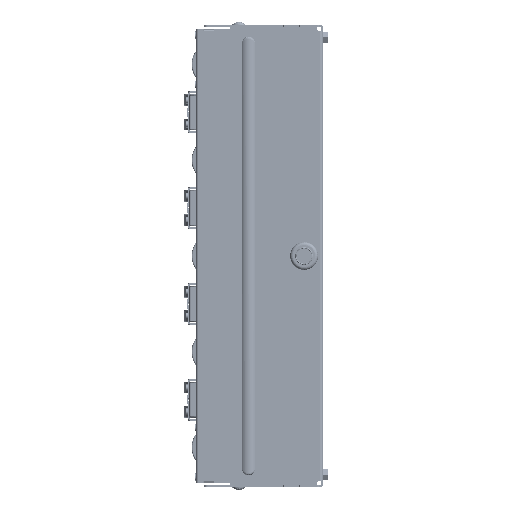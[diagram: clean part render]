
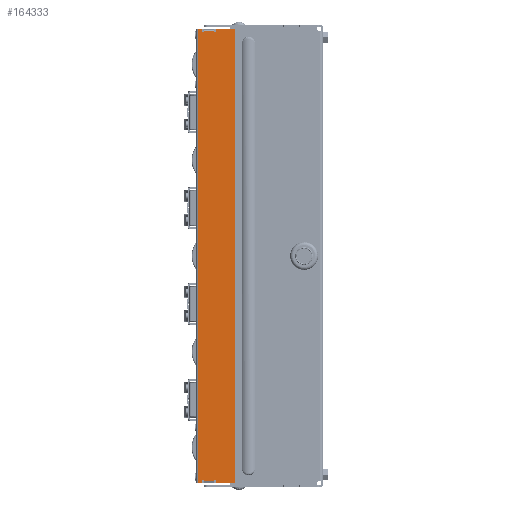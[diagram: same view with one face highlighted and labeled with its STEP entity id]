
A CAD part, left-side view. The second image highlights one B-rep face of the part: STEP entity #164333.
In plain terms, the highlighted planar face has unit normal (-1, 0, 0).
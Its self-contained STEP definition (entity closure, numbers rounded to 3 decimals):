
#14020=CIRCLE('',#180305,5.);
#14021=CIRCLE('',#180306,5.);
#23073=FACE_OUTER_BOUND('',#32539,.T.);
#32539=EDGE_LOOP('',(#130879,#130880,#130881,#130882,#130883,#130884,#130885,
#130886,#130887,#130888,#130889,#130890,#130891,#130892,#130893,#130894,
#130895,#130896,#130897,#130898,#130899,#130900));
#44185=LINE('',#271035,#56752);
#44187=LINE('',#271041,#56754);
#44192=LINE('',#271053,#56759);
#44193=LINE('',#271055,#56760);
#44194=LINE('',#271057,#56761);
#44195=LINE('',#271059,#56762);
#44196=LINE('',#271063,#56763);
#44197=LINE('',#271067,#56764);
#44198=LINE('',#271069,#56765);
#44199=LINE('',#271071,#56766);
#44200=LINE('',#271073,#56767);
#44201=LINE('',#271075,#56768);
#44202=LINE('',#271077,#56769);
#44203=LINE('',#271079,#56770);
#44204=LINE('',#271081,#56771);
#44205=LINE('',#271083,#56772);
#44206=LINE('',#271085,#56773);
#44207=LINE('',#271087,#56774);
#44208=LINE('',#271089,#56775);
#44209=LINE('',#271090,#56776);
#56752=VECTOR('',#220847,10.);
#56754=VECTOR('',#220853,10.);
#56759=VECTOR('',#220862,10.);
#56760=VECTOR('',#220863,10.);
#56761=VECTOR('',#220864,10.);
#56762=VECTOR('',#220865,10.);
#56763=VECTOR('',#220868,10.);
#56764=VECTOR('',#220871,10.);
#56765=VECTOR('',#220872,10.);
#56766=VECTOR('',#220873,10.);
#56767=VECTOR('',#220874,10.);
#56768=VECTOR('',#220875,10.);
#56769=VECTOR('',#220876,10.);
#56770=VECTOR('',#220877,10.);
#56771=VECTOR('',#220878,10.);
#56772=VECTOR('',#220879,10.);
#56773=VECTOR('',#220880,10.);
#56774=VECTOR('',#220881,10.);
#56775=VECTOR('',#220882,10.);
#56776=VECTOR('',#220883,10.);
#71423=VERTEX_POINT('',#271032);
#71424=VERTEX_POINT('',#271034);
#71426=VERTEX_POINT('',#271040);
#71431=VERTEX_POINT('',#271052);
#71432=VERTEX_POINT('',#271054);
#71433=VERTEX_POINT('',#271056);
#71434=VERTEX_POINT('',#271058);
#71435=VERTEX_POINT('',#271060);
#71436=VERTEX_POINT('',#271062);
#71437=VERTEX_POINT('',#271064);
#71438=VERTEX_POINT('',#271066);
#71439=VERTEX_POINT('',#271068);
#71440=VERTEX_POINT('',#271070);
#71441=VERTEX_POINT('',#271072);
#71442=VERTEX_POINT('',#271074);
#71443=VERTEX_POINT('',#271076);
#71444=VERTEX_POINT('',#271078);
#71445=VERTEX_POINT('',#271080);
#71446=VERTEX_POINT('',#271082);
#71447=VERTEX_POINT('',#271084);
#71448=VERTEX_POINT('',#271086);
#71449=VERTEX_POINT('',#271088);
#92067=EDGE_CURVE('',#71423,#71424,#44185,.T.);
#92070=EDGE_CURVE('',#71426,#71424,#44187,.T.);
#92076=EDGE_CURVE('',#71423,#71431,#44192,.T.);
#92077=EDGE_CURVE('',#71431,#71432,#44193,.T.);
#92078=EDGE_CURVE('',#71432,#71433,#44194,.T.);
#92079=EDGE_CURVE('',#71433,#71434,#44195,.T.);
#92080=EDGE_CURVE('',#71435,#71434,#14020,.T.);
#92081=EDGE_CURVE('',#71436,#71435,#44196,.T.);
#92082=EDGE_CURVE('',#71437,#71436,#14021,.T.);
#92083=EDGE_CURVE('',#71438,#71437,#44197,.T.);
#92084=EDGE_CURVE('',#71438,#71439,#44198,.T.);
#92085=EDGE_CURVE('',#71439,#71440,#44199,.T.);
#92086=EDGE_CURVE('',#71440,#71441,#44200,.T.);
#92087=EDGE_CURVE('',#71442,#71441,#44201,.T.);
#92088=EDGE_CURVE('',#71442,#71443,#44202,.T.);
#92089=EDGE_CURVE('',#71443,#71444,#44203,.T.);
#92090=EDGE_CURVE('',#71444,#71445,#44204,.T.);
#92091=EDGE_CURVE('',#71446,#71445,#44205,.T.);
#92092=EDGE_CURVE('',#71447,#71446,#44206,.T.);
#92093=EDGE_CURVE('',#71447,#71448,#44207,.T.);
#92094=EDGE_CURVE('',#71448,#71449,#44208,.T.);
#92095=EDGE_CURVE('',#71449,#71426,#44209,.T.);
#130879=ORIENTED_EDGE('',*,*,#92067,.F.);
#130880=ORIENTED_EDGE('',*,*,#92076,.T.);
#130881=ORIENTED_EDGE('',*,*,#92077,.T.);
#130882=ORIENTED_EDGE('',*,*,#92078,.T.);
#130883=ORIENTED_EDGE('',*,*,#92079,.T.);
#130884=ORIENTED_EDGE('',*,*,#92080,.F.);
#130885=ORIENTED_EDGE('',*,*,#92081,.F.);
#130886=ORIENTED_EDGE('',*,*,#92082,.F.);
#130887=ORIENTED_EDGE('',*,*,#92083,.F.);
#130888=ORIENTED_EDGE('',*,*,#92084,.T.);
#130889=ORIENTED_EDGE('',*,*,#92085,.T.);
#130890=ORIENTED_EDGE('',*,*,#92086,.T.);
#130891=ORIENTED_EDGE('',*,*,#92087,.F.);
#130892=ORIENTED_EDGE('',*,*,#92088,.T.);
#130893=ORIENTED_EDGE('',*,*,#92089,.T.);
#130894=ORIENTED_EDGE('',*,*,#92090,.T.);
#130895=ORIENTED_EDGE('',*,*,#92091,.F.);
#130896=ORIENTED_EDGE('',*,*,#92092,.F.);
#130897=ORIENTED_EDGE('',*,*,#92093,.T.);
#130898=ORIENTED_EDGE('',*,*,#92094,.T.);
#130899=ORIENTED_EDGE('',*,*,#92095,.T.);
#130900=ORIENTED_EDGE('',*,*,#92070,.T.);
#148624=PLANE('',#180304);
#164333=ADVANCED_FACE('',(#23073),#148624,.T.);
#180304=AXIS2_PLACEMENT_3D('',#271051,#220860,#220861);
#180305=AXIS2_PLACEMENT_3D('',#271061,#220866,#220867);
#180306=AXIS2_PLACEMENT_3D('',#271065,#220869,#220870);
#220847=DIRECTION('',(0.,1.,0.));
#220853=DIRECTION('',(0.,0.,-1.));
#220860=DIRECTION('center_axis',(-1.,0.,0.));
#220861=DIRECTION('ref_axis',(0.,0.,
-1.));
#220862=DIRECTION('',(0.,0.,1.));
#220863=DIRECTION('',(0.,-1.,0.));
#220864=DIRECTION('',(0.,0.,-1.));
#220865=DIRECTION('',(0.,-1.,0.));
#220866=DIRECTION('center_axis',(1.,0.,0.));
#220867=DIRECTION('ref_axis',(0.,-0.707,
-0.707));
#220868=DIRECTION('',(0.,0.,-1.));
#220869=DIRECTION('center_axis',(1.,0.,0.));
#220870=DIRECTION('ref_axis',(0.,-0.707,0.707));
#220871=DIRECTION('',(0.,-1.,0.));
#220872=DIRECTION('',(0.,0.,-1.));
#220873=DIRECTION('',(0.,1.,0.));
#220874=DIRECTION('',(0.,0.,1.));
#220875=DIRECTION('',(0.,-1.,0.));
#220876=DIRECTION('',(0.,0.,-1.));
#220877=DIRECTION('',(0.,1.,0.));
#220878=DIRECTION('',(0.,0.,1.));
#220879=DIRECTION('',(0.,-1.,0.));
#220880=DIRECTION('',(0.,0.,1.));
#220881=DIRECTION('',(0.,-1.,0.));
#220882=DIRECTION('',(0.,0.,1.));
#220883=DIRECTION('',(0.,-1.,0.));
#271032=CARTESIAN_POINT('',(183.766,-153.551,-289.365));
#271034=CARTESIAN_POINT('',(183.766,-141.851,-289.365));
#271035=CARTESIAN_POINT('',(183.766,-132.051,-289.365));
#271040=CARTESIAN_POINT('',(183.766,-141.851,-288.665));
#271041=CARTESIAN_POINT('',(183.766,-141.851,-6.365));
#271051=CARTESIAN_POINT('Origin',(183.766,-132.051,275.935));
#271052=CARTESIAN_POINT('',(183.766,-153.551,-288.665));
#271053=CARTESIAN_POINT('',(183.766,-153.551,-7.865));
#271054=CARTESIAN_POINT('',(183.766,-156.551,-288.665));
#271055=CARTESIAN_POINT('',(183.766,-142.801,-288.665));
#271056=CARTESIAN_POINT('',(183.766,-156.551,-291.665));
#271057=CARTESIAN_POINT('',(183.766,-156.551,-6.365));
#271058=CARTESIAN_POINT('',(183.766,-190.051,-291.665));
#271059=CARTESIAN_POINT('',(183.766,-132.051,-291.665));
#271060=CARTESIAN_POINT('',(183.766,-195.051,-286.665));
#271061=CARTESIAN_POINT('Origin',(183.766,-190.051,-286.665));
#271062=CARTESIAN_POINT('',(183.766,-195.051,270.935));
#271063=CARTESIAN_POINT('',(183.766,-195.051,-291.665));
#271064=CARTESIAN_POINT('',(183.766,-190.051,275.935));
#271065=CARTESIAN_POINT('Origin',(183.766,-190.051,270.935));
#271066=CARTESIAN_POINT('',(183.766,-156.551,275.935));
#271067=CARTESIAN_POINT('',(183.766,-132.051,275.935));
#271068=CARTESIAN_POINT('',(183.766,-156.551,272.935));
#271069=CARTESIAN_POINT('',(183.766,-156.551,275.935));
#271070=CARTESIAN_POINT('',(183.766,-153.551,272.935));
#271071=CARTESIAN_POINT('',(183.766,-144.301,272.935));
#271072=CARTESIAN_POINT('',(183.766,-153.551,273.635));
#271073=CARTESIAN_POINT('',(183.766,-153.551,274.435));
#271074=CARTESIAN_POINT('',(183.766,-141.851,273.635));
#271075=CARTESIAN_POINT('',(183.766,-132.051,273.635));
#271076=CARTESIAN_POINT('',(183.766,-141.851,272.935));
#271077=CARTESIAN_POINT('',(183.766,-141.851,275.935));
#271078=CARTESIAN_POINT('',(183.766,-138.851,272.935));
#271079=CARTESIAN_POINT('',(183.766,-136.951,272.935));
#271080=CARTESIAN_POINT('',(183.766,-138.851,275.935));
#271081=CARTESIAN_POINT('',(183.766,-138.851,274.435));
#271082=CARTESIAN_POINT('',(183.766,-134.351,275.935));
#271083=CARTESIAN_POINT('',(183.766,-132.051,275.935));
#271084=CARTESIAN_POINT('',(183.766,-134.351,-291.665));
#271085=CARTESIAN_POINT('',(183.766,-134.351,134.035));
#271086=CARTESIAN_POINT('',(183.766,-138.851,-291.665));
#271087=CARTESIAN_POINT('',(183.766,-132.051,-291.665));
#271088=CARTESIAN_POINT('',(183.766,-138.851,-288.665));
#271089=CARTESIAN_POINT('',(183.766,-138.851,-7.865));
#271090=CARTESIAN_POINT('',(183.766,-135.451,-288.665));
